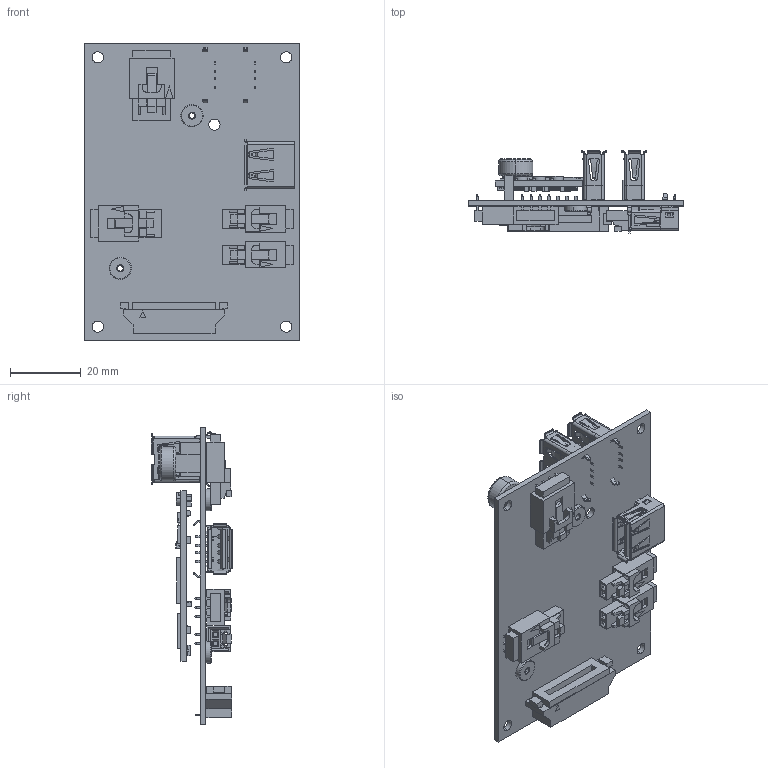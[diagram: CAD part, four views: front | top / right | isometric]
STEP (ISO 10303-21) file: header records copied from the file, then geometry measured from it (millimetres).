
FILE_DESCRIPTION (( 'STEP AP214' ), '1' );
FILE_NAME ('4011.STEP', '2016-04-25T18:30:27', ( '' ), ( '' ), 'SwSTEP 2.0', 'SolidWorks 2012', '' );
FILE_SCHEMA (( 'AUTOMOTIVE_DESIGN' ));
Length unit declared in the file: inch
Products named in the file (22): HDRx-100-RA_3 pin with mate; USB-A-RA; HDRx-100-RA_4 pin with mate; HDRx-100-RA_2 pin with mate; FFC-100-RA_7 pin; USB-A-STR; 2960; SOT-23-5; LED_0603; IC_3x3; IC_5x5; SOT-23; Cap_ceramic_0805; Choke ELL4; IC_9x12.5; IC_13x13; IC_10x13; DF40; self-clinching nut_pmm_PEM S-M2-0 ZI--N; 4011
Assembly tree (36 placements, depth 3):
  4011
    4011
    self-clinching nut_pmm_PEM S-M2-0 ZI--N  x2
    2960
      2960
      DF40  x2
      IC_10x13
      IC_13x13
      IC_9x12.5
      Choke ELL4  x3
      Cap_ceramic_0805  x6
      SOT-23
      IC_5x5
      IC_3x3
      LED_0603  x4
      SOT-23-5  x2
    USB-A-STR  x2
    FFC-100-RA_7 pin
    HDRx-100-RA_2 pin with mate  x2
    HDRx-100-RA_4 pin with mate
    USB-A-RA
    HDRx-100-RA_3 pin with mate
Bounding box: 60.96 x 23.2 x 83.82 mm (x, y, z)
Volume: 17092.9 mm3; surface area: 26019.3 mm2
Topology: 56 solids, 56 shells, 4397 faces, 11804 edges, 7746 vertices
Faces by surface type: plane 3852, cylinder 376, bspline 131, torus 20, cone 18
Entity records: 100481 total; most frequent: CARTESIAN_POINT 19022, ORIENTED_EDGE 13798, DIRECTION 12152, EDGE_CURVE 6899, LINE 6186, VECTOR 6186, VERTEX_POINT 4504, AXIS2_PLACEMENT_3D 2983
